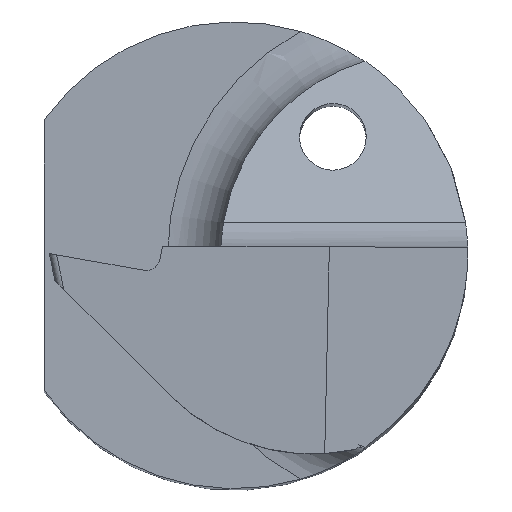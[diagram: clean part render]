
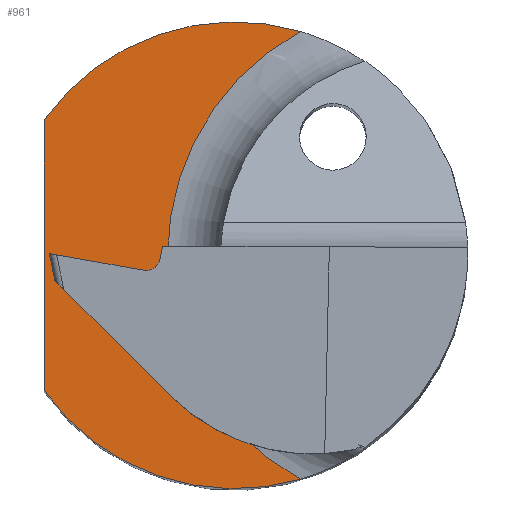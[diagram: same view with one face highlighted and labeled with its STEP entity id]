
A CAD part, top view. The second image highlights one B-rep face of the part: STEP entity #961.
In plain terms, the highlighted planar face has unit normal (0, 0, 1).
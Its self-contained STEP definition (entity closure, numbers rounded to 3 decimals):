
#5 = DIRECTION ( 'NONE',  ( 0., 0., 1. ) ) ;
#102 = DIRECTION ( 'NONE',  ( 0., 1., 0. ) ) ;
#107 = LINE ( 'NONE', #872, #975 ) ;
#120 = VERTEX_POINT ( 'NONE', #677 ) ;
#141 = CARTESIAN_POINT ( 'NONE',  ( 0.325, -0.054, 15. ) ) ;
#148 = CIRCLE ( 'NONE', #963, 3.5 ) ;
#158 = VERTEX_POINT ( 'NONE', #612 ) ;
#161 = ORIENTED_EDGE ( 'NONE', *, *, #929, .F. ) ;
#164 = CARTESIAN_POINT ( 'NONE',  ( 2.827, 0., 15. ) ) ;
#209 = DIRECTION ( 'NONE',  ( -1., 0., 0. ) ) ;
#214 = CIRCLE ( 'NONE', #881, 3.5 ) ;
#253 = CARTESIAN_POINT ( 'NONE',  ( 2.827, 0., 15. ) ) ;
#255 = ORIENTED_EDGE ( 'NONE', *, *, #551, .F. ) ;
#290 = CARTESIAN_POINT ( 'NONE',  ( 0., 0., 15. ) ) ;
#291 = AXIS2_PLACEMENT_3D ( 'NONE', #164, #303, #694 ) ;
#303 = DIRECTION ( 'NONE',  ( 0., 0., 1. ) ) ;
#304 = ORIENTED_EDGE ( 'NONE', *, *, #403, .F. ) ;
#340 = ORIENTED_EDGE ( 'NONE', *, *, #475, .F. ) ;
#347 = AXIS2_PLACEMENT_3D ( 'NONE', #141, #809, #741 ) ;
#363 = EDGE_LOOP ( 'NONE', ( #255, #340, #161, #519, #304 ) ) ;
#391 = CIRCLE ( 'NONE', #421, 3.827 ) ;
#403 = EDGE_CURVE ( 'NONE', #120, #888, #745, .T. ) ;
#408 = EDGE_CURVE ( 'NONE', #888, #759, #391, .T. ) ;
#421 = AXIS2_PLACEMENT_3D ( 'NONE', #253, #5, #755 ) ;
#428 = PLANE ( 'NONE',  #347 ) ;
#475 = EDGE_CURVE ( 'NONE', #846, #158, #107, .T. ) ;
#507 = DIRECTION ( 'NONE',  ( 0., 0., -1. ) ) ;
#517 = DIRECTION ( 'NONE',  ( -1., 0., 0. ) ) ;
#519 = ORIENTED_EDGE ( 'NONE', *, *, #408, .F. ) ;
#551 = EDGE_CURVE ( 'NONE', #158, #120, #148, .T. ) ;
#612 = CARTESIAN_POINT ( 'NONE',  ( -2.85, 2.032, 15. ) ) ;
#652 = CARTESIAN_POINT ( 'NONE',  ( 0., 0., 15. ) ) ;
#677 = CARTESIAN_POINT ( 'NONE',  ( 0.99, 3.357, 15. ) ) ;
#680 = CARTESIAN_POINT ( 'NONE',  ( 0.99, -3.357, 15. ) ) ;
#694 = DIRECTION ( 'NONE',  ( -1., 0., 0. ) ) ;
#708 = CARTESIAN_POINT ( 'NONE',  ( -1., 0., 15. ) ) ;
#741 = DIRECTION ( 'NONE',  ( -1., 0., 0. ) ) ;
#745 = CIRCLE ( 'NONE', #291, 3.827 ) ;
#755 = DIRECTION ( 'NONE',  ( -1., 0., 0. ) ) ;
#759 = VERTEX_POINT ( 'NONE', #680 ) ;
#809 = DIRECTION ( 'NONE',  ( 0., 0., 1. ) ) ;
#846 = VERTEX_POINT ( 'NONE', #945 ) ;
#872 = CARTESIAN_POINT ( 'NONE',  ( -2.85, 2.032, 15. ) ) ;
#881 = AXIS2_PLACEMENT_3D ( 'NONE', #652, #507, #517 ) ;
#886 = FACE_OUTER_BOUND ( 'NONE', #363, .T. ) ;
#888 = VERTEX_POINT ( 'NONE', #708 ) ;
#929 = EDGE_CURVE ( 'NONE', #759, #846, #214, .T. ) ;
#945 = CARTESIAN_POINT ( 'NONE',  ( -2.85, -2.032, 15. ) ) ;
#961 = ADVANCED_FACE ( 'NONE', ( #886 ), #428, .T. ) ;
#963 = AXIS2_PLACEMENT_3D ( 'NONE', #290, #970, #209 ) ;
#970 = DIRECTION ( 'NONE',  ( 0., 0., -1. ) ) ;
#975 = VECTOR ( 'NONE', #102, 1000. ) ;
